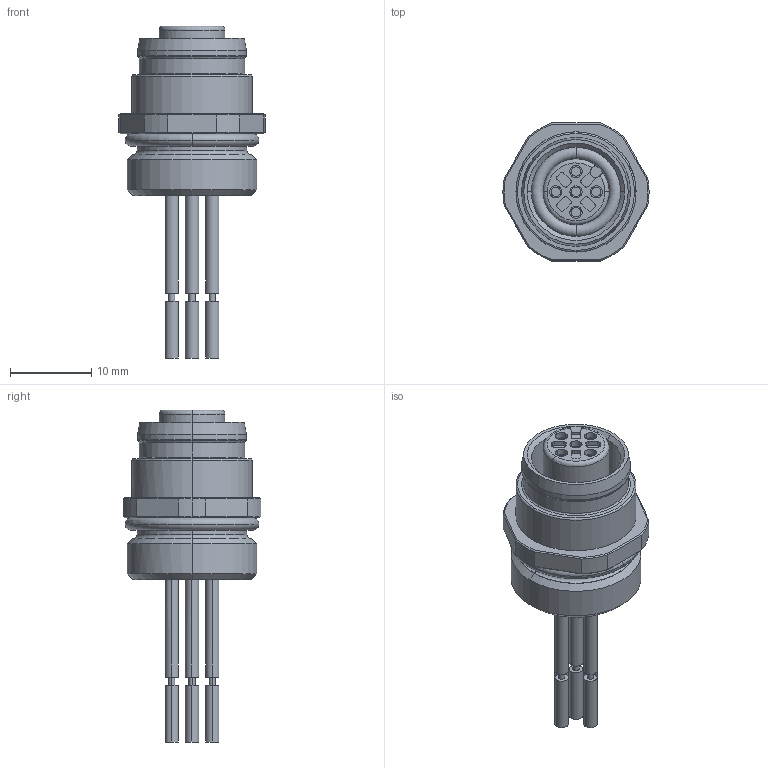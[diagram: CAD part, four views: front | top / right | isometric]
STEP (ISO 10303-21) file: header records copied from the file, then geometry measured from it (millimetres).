
FILE_DESCRIPTION(('CATIA V5 STEP Exchange','CAx-IF Rec.Pracs.--- Model Styling and Organization---1.4--- 2014-01-23'),'2;1');
FILE_NAME ('023110-1_1', '2019-11-15T14:51:18+00:00', ('none'), ('Weidmueller'), 'CATIA Version 5-6 Release 2016 SP3 HF44', 'CATIA V5 STEP AP214', 'none');
FILE_SCHEMA(('AUTOMOTIVE_DESIGN { 1 0 10303 214 1 1 1 1 }'));
Length unit declared in the file: millimetre
Products named in the file (1): 1836910000
Bounding box: 18 x 17 x 40.9 mm (x, y, z)
Volume: 3464.3 mm3; surface area: 2951.8 mm2
Topology: 3 solids, 3 shells, 220 faces, 501 edges, 318 vertices
Faces by surface type: cylinder 109, plane 67, cone 26, torus 18
Entity records: 6655 total; most frequent: CARTESIAN_POINT 1865, ORIENTED_EDGE 1002, DIRECTION 848, EDGE_CURVE 501, AXIS2_PLACEMENT_3D 449, VERTEX_POINT 318, EDGE_LOOP 255, CIRCLE 232
